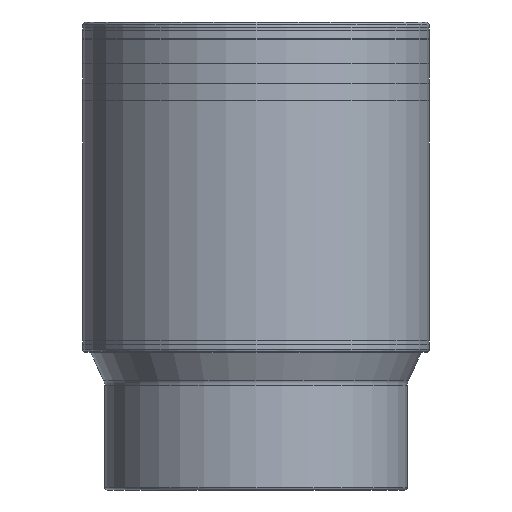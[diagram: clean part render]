
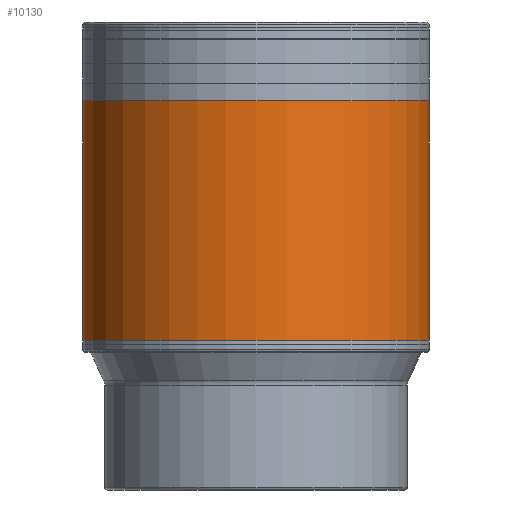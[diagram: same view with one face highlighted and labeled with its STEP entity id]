
A CAD part, left-side view. The second image highlights one B-rep face of the part: STEP entity #10130.
In plain terms, the highlighted cylindrical face has radius 31.5 mm (diameter 63 mm), a partial arc.
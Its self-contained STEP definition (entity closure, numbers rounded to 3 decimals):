
#530=CARTESIAN_POINT('',(0.,31.5,70.669));
#563=CARTESIAN_POINT('',(0.,-31.5,70.669));
#596=CARTESIAN_POINT('',(0.,0.,70.669));
#597=DIRECTION('',(0.,0.,1.));
#598=DIRECTION('',(0.,1.,0.));
#599=AXIS2_PLACEMENT_3D('',#596,#597,#598);
#4759=CARTESIAN_POINT('',(0.,31.5,27.161));
#4792=CARTESIAN_POINT('',(0.,-31.5,27.161));
#4799=DIRECTION('',(0.,0.,1.));
#4800=VECTOR('',#4799,43.508);
#4801=CARTESIAN_POINT('',(0.,31.5,27.161));
#4802=LINE('',#4801,#4800);
#4803=DIRECTION('',(0.,0.,1.));
#4804=VECTOR('',#4803,43.508);
#4805=CARTESIAN_POINT('',(0.,-31.5,27.161));
#4806=LINE('',#4805,#4804);
#4807=CARTESIAN_POINT('',(0.,0.,27.161));
#4808=DIRECTION('',(0.,0.,1.));
#4809=DIRECTION('',(0.,1.,0.));
#4810=AXIS2_PLACEMENT_3D('',#4807,#4808,#4809);
#4817=VERTEX_POINT('',#530);
#4875=VERTEX_POINT('',#4759);
#4876=VERTEX_POINT('',#563);
#4934=VERTEX_POINT('',#4792);
#10117=CARTESIAN_POINT('',(0.,0.,88.067));
#10118=DIRECTION('',(0.,0.,-1.));
#10119=DIRECTION('',(0.,-1.,0.));
#10120=AXIS2_PLACEMENT_3D('',#10117,#10118,#10119);
#10121=CYLINDRICAL_SURFACE('',#10120,31.5);
#10123=ORIENTED_EDGE('',*,*,#10122,.T.);
#10124=ORIENTED_EDGE('',*,*,#5024,.T.);
#10126=ORIENTED_EDGE('',*,*,#10125,.F.);
#10127=ORIENTED_EDGE('',*,*,#10110,.F.);
#10128=EDGE_LOOP('',(#10123,#10124,#10126,#10127));
#10129=FACE_OUTER_BOUND('',#10128,.F.);
#10130=ADVANCED_FACE('',(#10129),#10121,.T.);
#600=CIRCLE('',#599,31.5);
#4811=CIRCLE('',#4810,31.5);
#5024=EDGE_CURVE('',#4817,#4876,#600,.T.);
#10110=EDGE_CURVE('',#4875,#4934,#4811,.T.);
#10122=EDGE_CURVE('',#4875,#4817,#4802,.T.);
#10125=EDGE_CURVE('',#4934,#4876,#4806,.T.);
